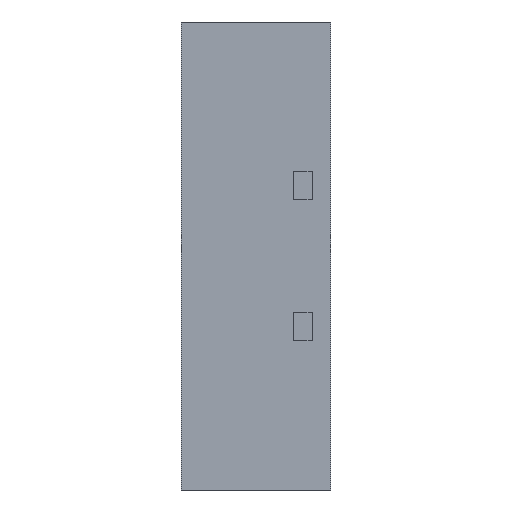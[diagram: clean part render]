
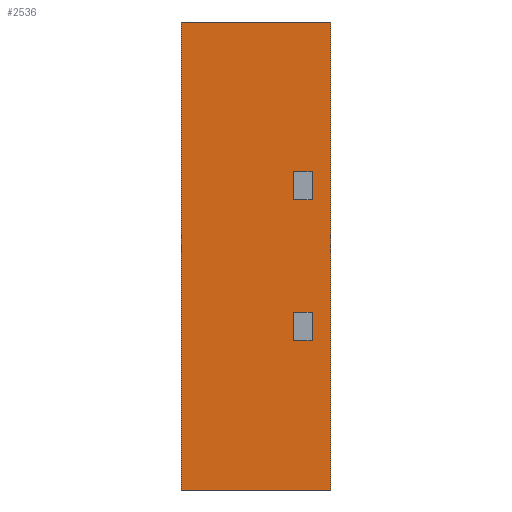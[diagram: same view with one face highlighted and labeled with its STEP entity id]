
A CAD part, left-side view. The second image highlights one B-rep face of the part: STEP entity #2536.
In plain terms, the highlighted planar face has unit normal (-1, 0, 0).
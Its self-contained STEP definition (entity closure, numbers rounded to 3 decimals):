
#45=DIRECTION('',(0.,0.,1.));
#46=VECTOR('',#45,2.5);
#47=CARTESIAN_POINT('',(-1.25,0.,-1.25));
#48=LINE('',#47,#46);
#355=DIRECTION('',(0.,1.,0.));
#356=VECTOR('',#355,0.8);
#357=CARTESIAN_POINT('',(-1.25,0.,-1.25));
#358=LINE('',#357,#356);
#362=DIRECTION('',(0.,0.,1.));
#363=VECTOR('',#362,0.15);
#364=CARTESIAN_POINT('',(-1.25,0.2,-0.45));
#365=LINE('',#364,#363);
#369=DIRECTION('',(0.,1.,0.));
#370=VECTOR('',#369,0.1);
#371=CARTESIAN_POINT('',(-1.25,0.1,-0.45));
#372=LINE('',#371,#370);
#376=DIRECTION('',(0.,0.,1.));
#377=VECTOR('',#376,0.15);
#378=CARTESIAN_POINT('',(-1.25,0.1,-0.45));
#379=LINE('',#378,#377);
#383=DIRECTION('',(0.,-1.,0.));
#384=VECTOR('',#383,0.1);
#385=CARTESIAN_POINT('',(-1.25,0.2,-0.3));
#386=LINE('',#385,#384);
#390=DIRECTION('',(0.,0.,1.));
#391=VECTOR('',#390,0.15);
#392=CARTESIAN_POINT('',(-1.25,0.2,0.3));
#393=LINE('',#392,#391);
#397=DIRECTION('',(0.,-1.,0.));
#398=VECTOR('',#397,0.1);
#399=CARTESIAN_POINT('',(-1.25,0.2,0.3));
#400=LINE('',#399,#398);
#404=DIRECTION('',(0.,0.,1.));
#405=VECTOR('',#404,0.15);
#406=CARTESIAN_POINT('',(-1.25,0.1,0.3));
#407=LINE('',#406,#405);
#411=DIRECTION('',(0.,1.,0.));
#412=VECTOR('',#411,0.1);
#413=CARTESIAN_POINT('',(-1.25,0.1,0.45));
#414=LINE('',#413,#412);
#600=DIRECTION('',(0.,1.,0.));
#601=VECTOR('',#600,0.8);
#602=CARTESIAN_POINT('',(-1.25,0.,1.25));
#603=LINE('',#602,#601);
#719=DIRECTION('',(0.,0.,1.));
#720=VECTOR('',#719,2.5);
#721=CARTESIAN_POINT('',(-1.25,0.8,-1.25));
#722=LINE('',#721,#720);
#2020=CARTESIAN_POINT('',(-1.25,0.,-1.25));
#2021=CARTESIAN_POINT('',(-1.25,0.,1.25));
#2022=VERTEX_POINT('',#2020);
#2023=VERTEX_POINT('',#2021);
#2028=CARTESIAN_POINT('',(-1.25,0.8,-1.25));
#2029=CARTESIAN_POINT('',(-1.25,0.8,1.25));
#2030=VERTEX_POINT('',#2028);
#2031=VERTEX_POINT('',#2029);
#2100=CARTESIAN_POINT('',(-1.25,0.2,-0.45));
#2101=CARTESIAN_POINT('',(-1.25,0.2,-0.3));
#2102=VERTEX_POINT('',#2100);
#2103=VERTEX_POINT('',#2101);
#2104=CARTESIAN_POINT('',(-1.25,0.2,0.3));
#2105=CARTESIAN_POINT('',(-1.25,0.2,0.45));
#2106=VERTEX_POINT('',#2104);
#2107=VERTEX_POINT('',#2105);
#2108=CARTESIAN_POINT('',(-1.25,0.1,0.45));
#2109=VERTEX_POINT('',#2108);
#2110=CARTESIAN_POINT('',(-1.25,0.1,-0.45));
#2111=VERTEX_POINT('',#2110);
#2198=CARTESIAN_POINT('',(-1.25,0.1,-0.3));
#2199=VERTEX_POINT('',#2198);
#2200=CARTESIAN_POINT('',(-1.25,0.1,0.3));
#2201=VERTEX_POINT('',#2200);
#2502=CARTESIAN_POINT('',(-1.25,0.,-1.25));
#2503=DIRECTION('',(-1.,0.,0.));
#2504=DIRECTION('',(0.,0.,1.));
#2505=AXIS2_PLACEMENT_3D('',#2502,#2503,#2504);
#2506=PLANE('',#2505);
#2507=ORIENTED_EDGE('',*,*,#2393,.F.);
#2509=ORIENTED_EDGE('',*,*,#2508,.T.);
#2511=ORIENTED_EDGE('',*,*,#2510,.T.);
#2513=ORIENTED_EDGE('',*,*,#2512,.F.);
#2514=EDGE_LOOP('',(#2507,#2509,#2511,#2513));
#2515=FACE_OUTER_BOUND('',#2514,.F.);
#2517=ORIENTED_EDGE('',*,*,#2516,.F.);
#2519=ORIENTED_EDGE('',*,*,#2518,.F.);
#2521=ORIENTED_EDGE('',*,*,#2520,.T.);
#2523=ORIENTED_EDGE('',*,*,#2522,.F.);
#2524=EDGE_LOOP('',(#2517,#2519,#2521,#2523));
#2525=FACE_BOUND('',#2524,.F.);
#2527=ORIENTED_EDGE('',*,*,#2526,.F.);
#2529=ORIENTED_EDGE('',*,*,#2528,.T.);
#2531=ORIENTED_EDGE('',*,*,#2530,.T.);
#2533=ORIENTED_EDGE('',*,*,#2532,.T.);
#2534=EDGE_LOOP('',(#2527,#2529,#2531,#2533));
#2535=FACE_BOUND('',#2534,.F.);
#2536=ADVANCED_FACE('',(#2515,#2525,#2535),#2506,.T.);
#2393=EDGE_CURVE('',#2022,#2023,#48,.T.);
#2508=EDGE_CURVE('',#2022,#2030,#358,.T.);
#2510=EDGE_CURVE('',#2030,#2031,#722,.T.);
#2512=EDGE_CURVE('',#2023,#2031,#603,.T.);
#2516=EDGE_CURVE('',#2102,#2103,#365,.T.);
#2518=EDGE_CURVE('',#2111,#2102,#372,.T.);
#2520=EDGE_CURVE('',#2111,#2199,#379,.T.);
#2522=EDGE_CURVE('',#2103,#2199,#386,.T.);
#2526=EDGE_CURVE('',#2106,#2107,#393,.T.);
#2528=EDGE_CURVE('',#2106,#2201,#400,.T.);
#2530=EDGE_CURVE('',#2201,#2109,#407,.T.);
#2532=EDGE_CURVE('',#2109,#2107,#414,.T.);
